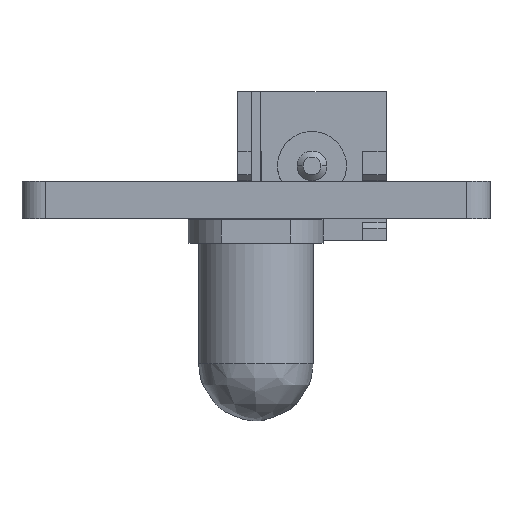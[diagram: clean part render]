
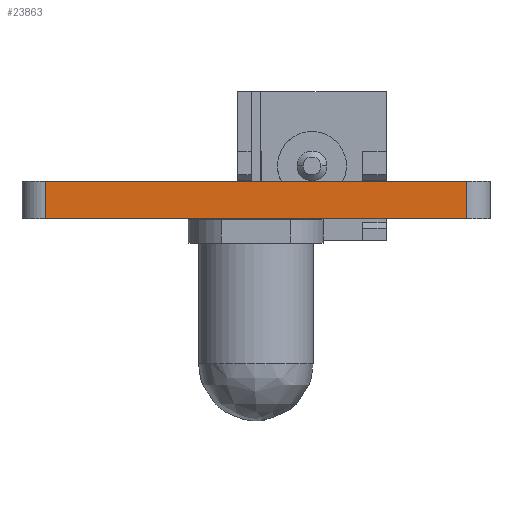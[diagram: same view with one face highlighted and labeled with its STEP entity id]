
A CAD part, front view. The second image highlights one B-rep face of the part: STEP entity #23863.
In plain terms, the highlighted planar face has unit normal (0, -1, 0).
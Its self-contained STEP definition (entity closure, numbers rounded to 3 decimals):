
#23745 = EDGE_CURVE('',#23746,#23748,#23750,.T.);
#23746 = VERTEX_POINT('',#23747);
#23747 = CARTESIAN_POINT('',(206.,-120.,0.));
#23748 = VERTEX_POINT('',#23749);
#23749 = CARTESIAN_POINT('',(206.,-120.,1.6));
#23750 = SURFACE_CURVE('',#23751,(#23755,#23767),.PCURVE_S1.);
#23751 = LINE('',#23752,#23753);
#23752 = CARTESIAN_POINT('',(206.,-120.,0.));
#23753 = VECTOR('',#23754,1.);
#23754 = DIRECTION('',(0.,0.,1.));
#23755 = PCURVE('',#23756,#23761);
#23756 = CYLINDRICAL_SURFACE('',#23757,1.);
#23757 = AXIS2_PLACEMENT_3D('',#23758,#23759,#23760);
#23758 = CARTESIAN_POINT('',(206.,-119.,0.));
#23759 = DIRECTION('',(-0.,-0.,-1.));
#23760 = DIRECTION('',(1.,0.,-0.));
#23761 = DEFINITIONAL_REPRESENTATION('',(#23762),#23766);
#23762 = LINE('',#23763,#23764);
#23763 = CARTESIAN_POINT('',(-4.712,0.));
#23764 = VECTOR('',#23765,1.);
#23765 = DIRECTION('',(-0.,-1.));
#23766 = ( GEOMETRIC_REPRESENTATION_CONTEXT(2) 
PARAMETRIC_REPRESENTATION_CONTEXT() REPRESENTATION_CONTEXT('2D SPACE',''
  ) );
#23767 = PCURVE('',#23768,#23773);
#23768 = PLANE('',#23769);
#23769 = AXIS2_PLACEMENT_3D('',#23770,#23771,#23772);
#23770 = CARTESIAN_POINT('',(206.,-120.,0.));
#23771 = DIRECTION('',(0.,-1.,0.));
#23772 = DIRECTION('',(-1.,0.,0.));
#23773 = DEFINITIONAL_REPRESENTATION('',(#23774),#23778);
#23774 = LINE('',#23775,#23776);
#23775 = CARTESIAN_POINT('',(0.,-0.));
#23776 = VECTOR('',#23777,1.);
#23777 = DIRECTION('',(0.,-1.));
#23778 = ( GEOMETRIC_REPRESENTATION_CONTEXT(2) 
PARAMETRIC_REPRESENTATION_CONTEXT() REPRESENTATION_CONTEXT('2D SPACE',''
  ) );
#23797 = PLANE('',#23798);
#23798 = AXIS2_PLACEMENT_3D('',#23799,#23800,#23801);
#23799 = CARTESIAN_POINT('',(197.,-105.,1.6));
#23800 = DIRECTION('',(0.,0.,1.));
#23801 = DIRECTION('',(1.,0.,-0.));
#23852 = PLANE('',#23853);
#23853 = AXIS2_PLACEMENT_3D('',#23854,#23855,#23856);
#23854 = CARTESIAN_POINT('',(197.,-105.,0.));
#23855 = DIRECTION('',(0.,0.,1.));
#23856 = DIRECTION('',(1.,0.,-0.));
#23863 = ADVANCED_FACE('',(#23864),#23768,.T.);
#23864 = FACE_BOUND('',#23865,.T.);
#23865 = EDGE_LOOP('',(#23866,#23867,#23890,#23918));
#23866 = ORIENTED_EDGE('',*,*,#23745,.T.);
#23867 = ORIENTED_EDGE('',*,*,#23868,.T.);
#23868 = EDGE_CURVE('',#23748,#23869,#23871,.T.);
#23869 = VERTEX_POINT('',#23870);
#23870 = CARTESIAN_POINT('',(188.,-120.,1.6));
#23871 = SURFACE_CURVE('',#23872,(#23876,#23883),.PCURVE_S1.);
#23872 = LINE('',#23873,#23874);
#23873 = CARTESIAN_POINT('',(206.,-120.,1.6));
#23874 = VECTOR('',#23875,1.);
#23875 = DIRECTION('',(-1.,0.,0.));
#23876 = PCURVE('',#23768,#23877);
#23877 = DEFINITIONAL_REPRESENTATION('',(#23878),#23882);
#23878 = LINE('',#23879,#23880);
#23879 = CARTESIAN_POINT('',(0.,-1.6));
#23880 = VECTOR('',#23881,1.);
#23881 = DIRECTION('',(1.,0.));
#23882 = ( GEOMETRIC_REPRESENTATION_CONTEXT(2) 
PARAMETRIC_REPRESENTATION_CONTEXT() REPRESENTATION_CONTEXT('2D SPACE',''
  ) );
#23883 = PCURVE('',#23797,#23884);
#23884 = DEFINITIONAL_REPRESENTATION('',(#23885),#23889);
#23885 = LINE('',#23886,#23887);
#23886 = CARTESIAN_POINT('',(9.,-15.));
#23887 = VECTOR('',#23888,1.);
#23888 = DIRECTION('',(-1.,0.));
#23889 = ( GEOMETRIC_REPRESENTATION_CONTEXT(2) 
PARAMETRIC_REPRESENTATION_CONTEXT() REPRESENTATION_CONTEXT('2D SPACE',''
  ) );
#23890 = ORIENTED_EDGE('',*,*,#23891,.F.);
#23891 = EDGE_CURVE('',#23892,#23869,#23894,.T.);
#23892 = VERTEX_POINT('',#23893);
#23893 = CARTESIAN_POINT('',(188.,-120.,0.));
#23894 = SURFACE_CURVE('',#23895,(#23899,#23906),.PCURVE_S1.);
#23895 = LINE('',#23896,#23897);
#23896 = CARTESIAN_POINT('',(188.,-120.,0.));
#23897 = VECTOR('',#23898,1.);
#23898 = DIRECTION('',(0.,0.,1.));
#23899 = PCURVE('',#23768,#23900);
#23900 = DEFINITIONAL_REPRESENTATION('',(#23901),#23905);
#23901 = LINE('',#23902,#23903);
#23902 = CARTESIAN_POINT('',(18.,0.));
#23903 = VECTOR('',#23904,1.);
#23904 = DIRECTION('',(0.,-1.));
#23905 = ( GEOMETRIC_REPRESENTATION_CONTEXT(2) 
PARAMETRIC_REPRESENTATION_CONTEXT() REPRESENTATION_CONTEXT('2D SPACE',''
  ) );
#23906 = PCURVE('',#23907,#23912);
#23907 = CYLINDRICAL_SURFACE('',#23908,1.007);
#23908 = AXIS2_PLACEMENT_3D('',#23909,#23910,#23911);
#23909 = CARTESIAN_POINT('',(188.007,-118.993,0.));
#23910 = DIRECTION('',(-0.,-0.,-1.));
#23911 = DIRECTION('',(1.,0.,-0.));
#23912 = DEFINITIONAL_REPRESENTATION('',(#23913),#23917);
#23913 = LINE('',#23914,#23915);
#23914 = CARTESIAN_POINT('',(-4.705,0.));
#23915 = VECTOR('',#23916,1.);
#23916 = DIRECTION('',(-0.,-1.));
#23917 = ( GEOMETRIC_REPRESENTATION_CONTEXT(2) 
PARAMETRIC_REPRESENTATION_CONTEXT() REPRESENTATION_CONTEXT('2D SPACE',''
  ) );
#23918 = ORIENTED_EDGE('',*,*,#23919,.F.);
#23919 = EDGE_CURVE('',#23746,#23892,#23920,.T.);
#23920 = SURFACE_CURVE('',#23921,(#23925,#23932),.PCURVE_S1.);
#23921 = LINE('',#23922,#23923);
#23922 = CARTESIAN_POINT('',(206.,-120.,0.));
#23923 = VECTOR('',#23924,1.);
#23924 = DIRECTION('',(-1.,0.,0.));
#23925 = PCURVE('',#23768,#23926);
#23926 = DEFINITIONAL_REPRESENTATION('',(#23927),#23931);
#23927 = LINE('',#23928,#23929);
#23928 = CARTESIAN_POINT('',(0.,-0.));
#23929 = VECTOR('',#23930,1.);
#23930 = DIRECTION('',(1.,0.));
#23931 = ( GEOMETRIC_REPRESENTATION_CONTEXT(2) 
PARAMETRIC_REPRESENTATION_CONTEXT() REPRESENTATION_CONTEXT('2D SPACE',''
  ) );
#23932 = PCURVE('',#23852,#23933);
#23933 = DEFINITIONAL_REPRESENTATION('',(#23934),#23938);
#23934 = LINE('',#23935,#23936);
#23935 = CARTESIAN_POINT('',(9.,-15.));
#23936 = VECTOR('',#23937,1.);
#23937 = DIRECTION('',(-1.,0.));
#23938 = ( GEOMETRIC_REPRESENTATION_CONTEXT(2) 
PARAMETRIC_REPRESENTATION_CONTEXT() REPRESENTATION_CONTEXT('2D SPACE',''
  ) );
